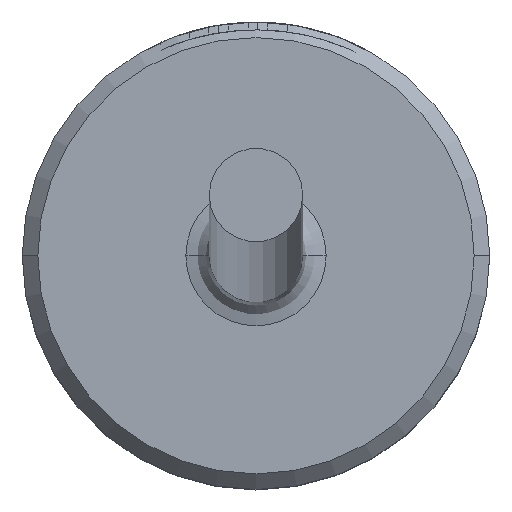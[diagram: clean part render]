
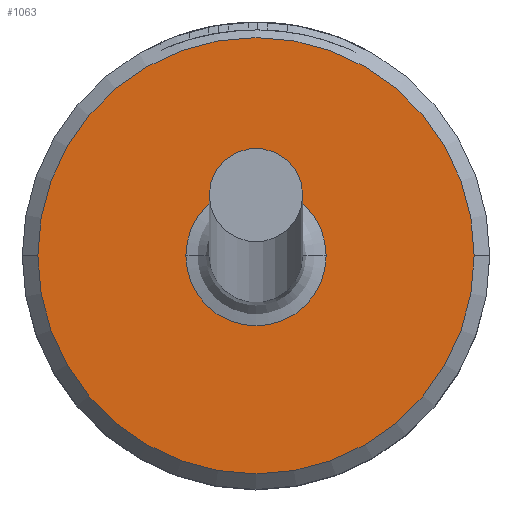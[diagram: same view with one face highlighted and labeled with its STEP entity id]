
A CAD part, top view. The second image highlights one B-rep face of the part: STEP entity #1063.
In plain terms, the highlighted planar face has unit normal (0, 0, 1).
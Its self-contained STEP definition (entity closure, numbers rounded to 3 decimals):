
#32 = DIRECTION ( 'NONE',  ( 1., 0., 0. ) ) ;
#79 = EDGE_LOOP ( 'NONE', ( #851, #98 ) ) ;
#98 = ORIENTED_EDGE ( 'NONE', *, *, #174, .T. ) ;
#151 = DIRECTION ( 'NONE',  ( 0., 0., -1. ) ) ;
#174 = EDGE_CURVE ( 'NONE', #829, #1048, #998, .T. ) ;
#198 = DIRECTION ( 'NONE',  ( 0., 0., 1. ) ) ;
#262 = CARTESIAN_POINT ( 'NONE',  ( 0., 0., 4. ) ) ;
#268 = CIRCLE ( 'NONE', #1131, 0.9 ) ;
#350 = DIRECTION ( 'NONE',  ( -1., 0., 0. ) ) ;
#376 = ORIENTED_EDGE ( 'NONE', *, *, #811, .T. ) ;
#389 = CARTESIAN_POINT ( 'NONE',  ( -0.9, 0., 4. ) ) ;
#408 = AXIS2_PLACEMENT_3D ( 'NONE', #684, #151, #787 ) ;
#467 = CARTESIAN_POINT ( 'NONE',  ( -2.8, 0., 4. ) ) ;
#478 = ORIENTED_EDGE ( 'NONE', *, *, #784, .T. ) ;
#500 = FACE_BOUND ( 'NONE', #715, .T. ) ;
#518 = CARTESIAN_POINT ( 'NONE',  ( 2.8, 0., 4. ) ) ;
#539 = EDGE_CURVE ( 'NONE', #1048, #829, #1156, .T. ) ;
#555 = VERTEX_POINT ( 'NONE', #941 ) ;
#573 = DIRECTION ( 'NONE',  ( 0., 0., 1. ) ) ;
#664 = AXIS2_PLACEMENT_3D ( 'NONE', #1124, #573, #32 ) ;
#684 = CARTESIAN_POINT ( 'NONE',  ( 0., 0., 4. ) ) ;
#692 = AXIS2_PLACEMENT_3D ( 'NONE', #937, #931, #924 ) ;
#715 = EDGE_LOOP ( 'NONE', ( #478, #376 ) ) ;
#742 = CARTESIAN_POINT ( 'NONE',  ( 0., 0., 4. ) ) ;
#778 = CIRCLE ( 'NONE', #408, 0.9 ) ;
#784 = EDGE_CURVE ( 'NONE', #1141, #555, #778, .T. ) ;
#787 = DIRECTION ( 'NONE',  ( -1., 0., 0. ) ) ;
#811 = EDGE_CURVE ( 'NONE', #555, #1141, #268, .T. ) ;
#825 = FACE_OUTER_BOUND ( 'NONE', #79, .T. ) ;
#829 = VERTEX_POINT ( 'NONE', #518 ) ;
#838 = DIRECTION ( 'NONE',  ( 1., 0., 0. ) ) ;
#851 = ORIENTED_EDGE ( 'NONE', *, *, #539, .T. ) ;
#901 = DIRECTION ( 'NONE',  ( 0., 0., -1. ) ) ;
#923 = PLANE ( 'NONE',  #1105 ) ;
#924 = DIRECTION ( 'NONE',  ( 1., 0., 0. ) ) ;
#931 = DIRECTION ( 'NONE',  ( 0., 0., 1. ) ) ;
#937 = CARTESIAN_POINT ( 'NONE',  ( 0., 0., 4. ) ) ;
#941 = CARTESIAN_POINT ( 'NONE',  ( 0.9, 0., 4. ) ) ;
#998 = CIRCLE ( 'NONE', #692, 2.8 ) ;
#1048 = VERTEX_POINT ( 'NONE', #467 ) ;
#1063 = ADVANCED_FACE ( 'NONE', ( #825, #500 ), #923, .T. ) ;
#1105 = AXIS2_PLACEMENT_3D ( 'NONE', #742, #198, #838 ) ;
#1124 = CARTESIAN_POINT ( 'NONE',  ( 0., 0., 4. ) ) ;
#1131 = AXIS2_PLACEMENT_3D ( 'NONE', #262, #901, #350 ) ;
#1141 = VERTEX_POINT ( 'NONE', #389 ) ;
#1156 = CIRCLE ( 'NONE', #664, 2.8 ) ;
